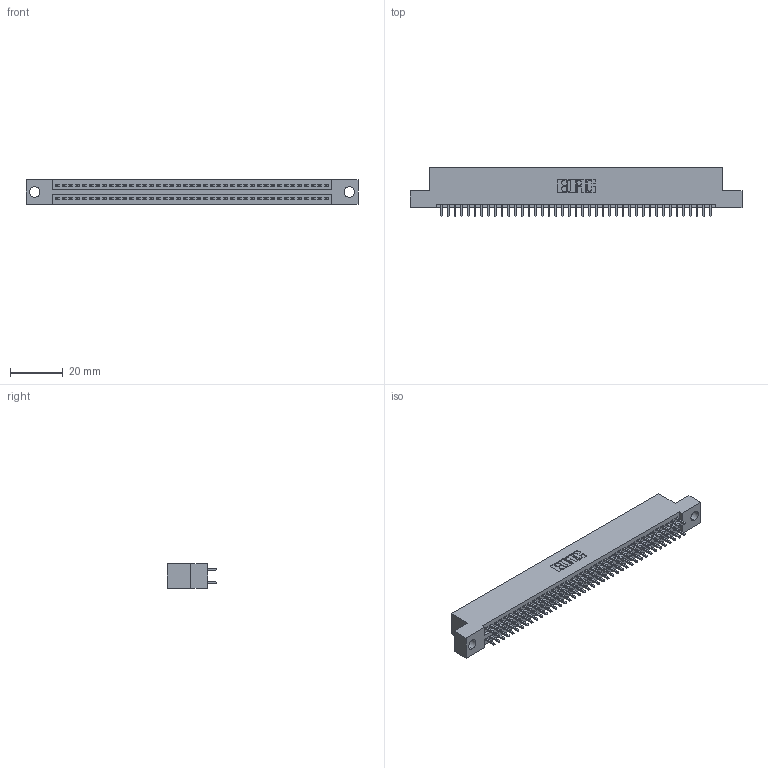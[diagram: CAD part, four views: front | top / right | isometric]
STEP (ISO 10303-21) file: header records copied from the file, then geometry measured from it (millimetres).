
FILE_DESCRIPTION (( 'STEP AP203' ), '1' );
FILE_NAME ('395-082-521-204.STEP', '2018-11-28T06:47:33', ( '' ), ( '' ), 'SwSTEP 2.0', 'SolidWorks 2016', '' );
FILE_SCHEMA (( 'CONFIG_CONTROL_DESIGN' ));
Length unit declared in the file: inch
Products named in the file (3): 395-082-521-204; 345-292-001_345-293-121; 345 Part_Flush Mounting Lugs - 0.156 Dia-TH
Assembly tree (83 placements, depth 2):
  395-082-521-204
    345 Part_Flush Mounting Lugs - 0.156 Dia-TH
    345-292-001_345-293-121  x82
Bounding box: 125.35 x 18.72 x 9.4 mm (x, y, z)
Volume: 12045.9 mm3; surface area: 17383.9 mm2
Topology: 83 solids, 83 shells, 4226 faces, 12559 edges, 8262 vertices
Faces by surface type: plane 2786, cylinder 1440
Entity records: 32325 total; most frequent: CARTESIAN_POINT 5420, ORIENTED_EDGE 5354, DIRECTION 4781, EDGE_CURVE 2677, VECTOR 2381, LINE 2381, VERTEX_POINT 1782, AXIS2_PLACEMENT_3D 1200
